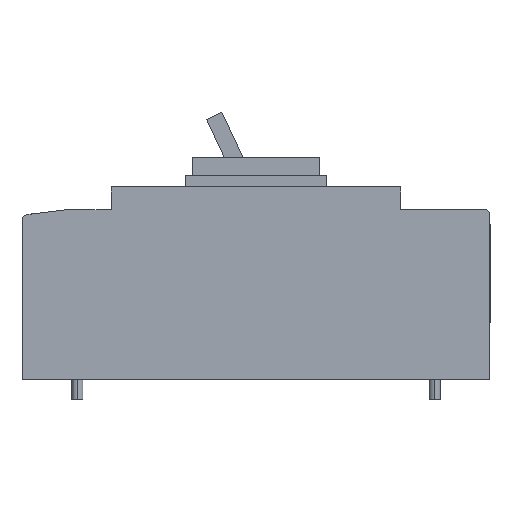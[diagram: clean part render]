
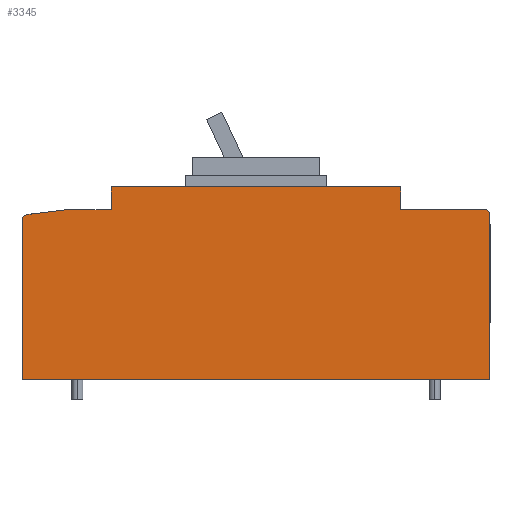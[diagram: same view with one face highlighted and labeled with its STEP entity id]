
A CAD part, left-side view. The second image highlights one B-rep face of the part: STEP entity #3345.
In plain terms, the highlighted planar face has unit normal (-1, 0, 0).
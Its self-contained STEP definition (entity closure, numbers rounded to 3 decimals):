
#9 = VECTOR ( 'NONE', #1948, 1000. ) ;
#221 = VERTEX_POINT ( 'NONE', #4577 ) ;
#237 = ORIENTED_EDGE ( 'NONE', *, *, #3785, .T. ) ;
#327 = DIRECTION ( 'NONE',  ( 0., 0., -1. ) ) ;
#396 = VECTOR ( 'NONE', #6444, 1000. ) ;
#406 = VECTOR ( 'NONE', #5226, 1000. ) ;
#509 = VERTEX_POINT ( 'NONE', #3965 ) ;
#697 = CARTESIAN_POINT ( 'NONE',  ( -52.5, -80.5, 58. ) ) ;
#699 = LINE ( 'NONE', #6141, #8015 ) ;
#770 = ORIENTED_EDGE ( 'NONE', *, *, #2622, .F. ) ;
#931 = ORIENTED_EDGE ( 'NONE', *, *, #2844, .T. ) ;
#934 = ORIENTED_EDGE ( 'NONE', *, *, #7787, .T. ) ;
#961 = DIRECTION ( 'NONE',  ( 0., 1., 0. ) ) ;
#1384 = CARTESIAN_POINT ( 'NONE',  ( -52.5, 82.5, 60. ) ) ;
#1401 = DIRECTION ( 'NONE',  ( 0., 1., 0. ) ) ;
#1531 = EDGE_CURVE ( 'NONE', #5775, #3915, #5750, .T. ) ;
#1544 = EDGE_CURVE ( 'NONE', #5775, #5210, #1881, .T. ) ;
#1604 = EDGE_CURVE ( 'NONE', #4436, #2946, #7124, .T. ) ;
#1667 = VECTOR ( 'NONE', #7572, 1000. ) ;
#1780 = VECTOR ( 'NONE', #8225, 1000. ) ;
#1881 = LINE ( 'NONE', #2258, #1667 ) ;
#1948 = DIRECTION ( 'NONE',  ( 0., -1., 0. ) ) ;
#2078 = EDGE_LOOP ( 'NONE', ( #3305, #4453, #931, #934, #8853, #237, #3474, #8187, #770, #6254, #3529 ) ) ;
#2090 = DIRECTION ( 'NONE',  ( 0., -1., 0. ) ) ;
#2162 = DIRECTION ( 'NONE',  ( 0., -1., 0. ) ) ;
#2242 = LINE ( 'NONE', #6541, #406 ) ;
#2258 = CARTESIAN_POINT ( 'NONE',  ( -52.5, 82.5, 58. ) ) ;
#2321 = CARTESIAN_POINT ( 'NONE',  ( -52.5, 82.5, 68. ) ) ;
#2455 = AXIS2_PLACEMENT_3D ( 'NONE', #697, #5497, #1401 ) ;
#2511 = EDGE_CURVE ( 'NONE', #4436, #4127, #7690, .T. ) ;
#2622 = EDGE_CURVE ( 'NONE', #509, #4127, #699, .T. ) ;
#2844 = EDGE_CURVE ( 'NONE', #221, #6184, #4959, .T. ) ;
#2946 = VERTEX_POINT ( 'NONE', #7325 ) ;
#3038 = VECTOR ( 'NONE', #2090, 1000. ) ;
#3086 = CARTESIAN_POINT ( 'NONE',  ( -52.5, 82.5, 68. ) ) ;
#3305 = ORIENTED_EDGE ( 'NONE', *, *, #1544, .T. ) ;
#3325 = CIRCLE ( 'NONE', #2455, 2. ) ;
#3345 = ADVANCED_FACE ( 'NONE', ( #4317 ), #3690, .F. ) ;
#3370 = CIRCLE ( 'NONE', #8908, 2. ) ;
#3409 = AXIS2_PLACEMENT_3D ( 'NONE', #2321, #5075, #961 ) ;
#3452 = LINE ( 'NONE', #6194, #3038 ) ;
#3453 = CARTESIAN_POINT ( 'NONE',  ( -52.5, 80.748, 58.219 ) ) ;
#3474 = ORIENTED_EDGE ( 'NONE', *, *, #1604, .F. ) ;
#3529 = ORIENTED_EDGE ( 'NONE', *, *, #1531, .F. ) ;
#3643 = CARTESIAN_POINT ( 'NONE',  ( -52.5, -51., 60. ) ) ;
#3690 = PLANE ( 'NONE',  #3409 ) ;
#3785 = EDGE_CURVE ( 'NONE', #4287, #2946, #3325, .T. ) ;
#3905 = DIRECTION ( 'NONE',  ( 0., -1., 0. ) ) ;
#3915 = VERTEX_POINT ( 'NONE', #5847 ) ;
#3936 = CARTESIAN_POINT ( 'NONE',  ( -52.5, -51., 68. ) ) ;
#3965 = CARTESIAN_POINT ( 'NONE',  ( -52.5, 51., 68. ) ) ;
#4127 = VERTEX_POINT ( 'NONE', #3936 ) ;
#4160 = DIRECTION ( 'NONE',  ( -1., 0., 0. ) ) ;
#4287 = VERTEX_POINT ( 'NONE', #7537 ) ;
#4317 = FACE_OUTER_BOUND ( 'NONE', #2078, .T. ) ;
#4436 = VERTEX_POINT ( 'NONE', #6990 ) ;
#4453 = ORIENTED_EDGE ( 'NONE', *, *, #6878, .T. ) ;
#4577 = CARTESIAN_POINT ( 'NONE',  ( -52.5, 82.5, 56.234 ) ) ;
#4959 = LINE ( 'NONE', #3086, #8396 ) ;
#5075 = DIRECTION ( 'NONE',  ( 1., 0., 0. ) ) ;
#5210 = VERTEX_POINT ( 'NONE', #3453 ) ;
#5226 = DIRECTION ( 'NONE',  ( 0., 0., 1. ) ) ;
#5402 = LINE ( 'NONE', #7522, #1780 ) ;
#5497 = DIRECTION ( 'NONE',  ( -1., 0., 0. ) ) ;
#5750 = LINE ( 'NONE', #1384, #9 ) ;
#5775 = VERTEX_POINT ( 'NONE', #8275 ) ;
#5847 = CARTESIAN_POINT ( 'NONE',  ( -52.5, 51., 60. ) ) ;
#6026 = EDGE_CURVE ( 'NONE', #3915, #509, #2242, .T. ) ;
#6141 = CARTESIAN_POINT ( 'NONE',  ( -52.5, 82.5, 68. ) ) ;
#6184 = VERTEX_POINT ( 'NONE', #7427 ) ;
#6194 = CARTESIAN_POINT ( 'NONE',  ( -52.5, 82.5, 0. ) ) ;
#6254 = ORIENTED_EDGE ( 'NONE', *, *, #6026, .F. ) ;
#6444 = DIRECTION ( 'NONE',  ( 0., 0., 1. ) ) ;
#6541 = CARTESIAN_POINT ( 'NONE',  ( -52.5, 51., 60. ) ) ;
#6871 = EDGE_CURVE ( 'NONE', #4287, #7080, #5402, .T. ) ;
#6878 = EDGE_CURVE ( 'NONE', #5210, #221, #3370, .T. ) ;
#6947 = CARTESIAN_POINT ( 'NONE',  ( -52.5, -82.5, 60. ) ) ;
#6990 = CARTESIAN_POINT ( 'NONE',  ( -52.5, -51., 60. ) ) ;
#7080 = VERTEX_POINT ( 'NONE', #8401 ) ;
#7124 = LINE ( 'NONE', #6947, #8533 ) ;
#7325 = CARTESIAN_POINT ( 'NONE',  ( -52.5, -80.5, 60. ) ) ;
#7427 = CARTESIAN_POINT ( 'NONE',  ( -52.5, 82.5, 0. ) ) ;
#7522 = CARTESIAN_POINT ( 'NONE',  ( -52.5, -82.5, 68. ) ) ;
#7537 = CARTESIAN_POINT ( 'NONE',  ( -52.5, -82.5, 58. ) ) ;
#7572 = DIRECTION ( 'NONE',  ( 0., 0.992, -0.124 ) ) ;
#7690 = LINE ( 'NONE', #3643, #396 ) ;
#7787 = EDGE_CURVE ( 'NONE', #6184, #7080, #3452, .T. ) ;
#8015 = VECTOR ( 'NONE', #3905, 1000. ) ;
#8187 = ORIENTED_EDGE ( 'NONE', *, *, #2511, .T. ) ;
#8225 = DIRECTION ( 'NONE',  ( 0., 0., -1. ) ) ;
#8259 = CARTESIAN_POINT ( 'NONE',  ( -52.5, 80.5, 56.234 ) ) ;
#8275 = CARTESIAN_POINT ( 'NONE',  ( -52.5, 66.5, 60. ) ) ;
#8396 = VECTOR ( 'NONE', #327, 1000. ) ;
#8401 = CARTESIAN_POINT ( 'NONE',  ( -52.5, -82.5, 0. ) ) ;
#8533 = VECTOR ( 'NONE', #2162, 1000. ) ;
#8853 = ORIENTED_EDGE ( 'NONE', *, *, #6871, .F. ) ;
#8908 = AXIS2_PLACEMENT_3D ( 'NONE', #8259, #4160, #8930 ) ;
#8930 = DIRECTION ( 'NONE',  ( 0., 1., 0. ) ) ;
